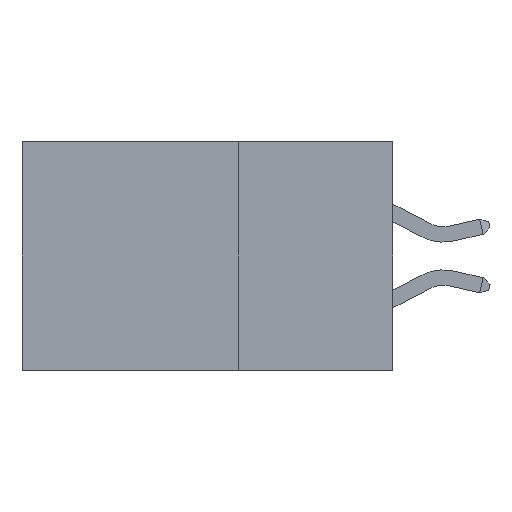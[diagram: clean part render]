
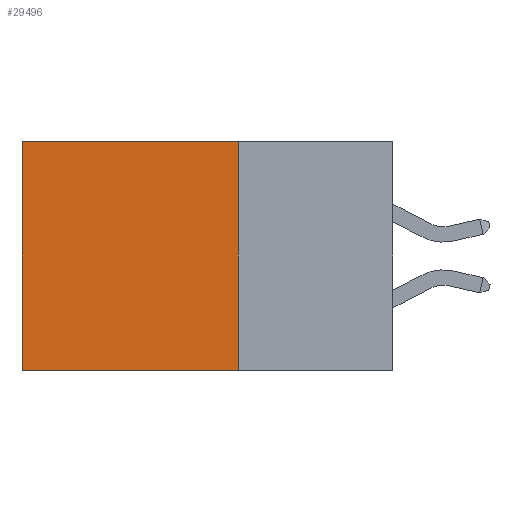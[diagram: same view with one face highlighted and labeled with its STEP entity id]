
A CAD part, left-side view. The second image highlights one B-rep face of the part: STEP entity #29496.
In plain terms, the highlighted planar face has unit normal (-1, 0, 0).
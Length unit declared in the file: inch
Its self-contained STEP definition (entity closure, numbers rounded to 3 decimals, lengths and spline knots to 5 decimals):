
#70 = CARTESIAN_POINT ( 'NONE',  ( 0.2875, 0.6, 0. ) ) ;
#1437 = CARTESIAN_POINT ( 'NONE',  ( 0.2875, 0.25, 0. ) ) ;
#1817 = LINE ( 'NONE', #30104, #23215 ) ;
#2542 = ORIENTED_EDGE ( 'NONE', *, *, #11633, .F. ) ;
#2707 = CARTESIAN_POINT ( 'NONE',  ( 0.2875, 0.25, 0. ) ) ;
#2962 = CARTESIAN_POINT ( 'NONE',  ( 0.2875, 0.6, 0. ) ) ;
#3684 = AXIS2_PLACEMENT_3D ( 'NONE', #2707, #16409, #17022 ) ;
#6398 = DIRECTION ( 'NONE',  ( 0., 1., 0. ) ) ;
#6454 = CARTESIAN_POINT ( 'NONE',  ( 0.2875, 0.25, 0. ) ) ;
#6461 = CARTESIAN_POINT ( 'NONE',  ( 0.2875, 0.25, 0. ) ) ;
#8194 = DIRECTION ( 'NONE',  ( 0., 1., 0. ) ) ;
#8585 = LINE ( 'NONE', #2962, #10537 ) ;
#8826 = ORIENTED_EDGE ( 'NONE', *, *, #28760, .T. ) ;
#10047 = CARTESIAN_POINT ( 'NONE',  ( 0.2875, 0.25, -0.37 ) ) ;
#10537 = VECTOR ( 'NONE', #26465, 39.37008 ) ;
#11633 = EDGE_CURVE ( 'NONE', #27157, #22218, #18476, .T. ) ;
#13956 = EDGE_CURVE ( 'NONE', #22218, #25086, #1817, .T. ) ;
#15854 = DIRECTION ( 'NONE',  ( 0., 0., -1. ) ) ;
#16409 = DIRECTION ( 'NONE',  ( 1., 0., 0. ) ) ;
#16707 = PLANE ( 'NONE',  #3684 ) ;
#17022 = DIRECTION ( 'NONE',  ( 0., 0., -1. ) ) ;
#18476 = LINE ( 'NONE', #6454, #27589 ) ;
#19003 = FACE_OUTER_BOUND ( 'NONE', #25359, .T. ) ;
#19572 = LINE ( 'NONE', #1437, #26311 ) ;
#20169 = CARTESIAN_POINT ( 'NONE',  ( 0.2875, 0.6, -0.37 ) ) ;
#20962 = EDGE_CURVE ( 'NONE', #27157, #24662, #19572, .T. ) ;
#22218 = VERTEX_POINT ( 'NONE', #10047 ) ;
#23215 = VECTOR ( 'NONE', #6398, 39.37008 ) ;
#23671 = ORIENTED_EDGE ( 'NONE', *, *, #13956, .F. ) ;
#24662 = VERTEX_POINT ( 'NONE', #70 ) ;
#25086 = VERTEX_POINT ( 'NONE', #20169 ) ;
#25359 = EDGE_LOOP ( 'NONE', ( #8826, #23671, #2542, #28591 ) ) ;
#26311 = VECTOR ( 'NONE', #8194, 39.37008 ) ;
#26465 = DIRECTION ( 'NONE',  ( 0., 0., -1. ) ) ;
#27157 = VERTEX_POINT ( 'NONE', #6461 ) ;
#27589 = VECTOR ( 'NONE', #15854, 39.37008 ) ;
#28591 = ORIENTED_EDGE ( 'NONE', *, *, #20962, .T. ) ;
#28760 = EDGE_CURVE ( 'NONE', #24662, #25086, #8585, .T. ) ;
#29496 = ADVANCED_FACE ( 'NONE', ( #19003 ), #16707, .F. ) ;
#30104 = CARTESIAN_POINT ( 'NONE',  ( 0.2875, 0.25, -0.37 ) ) ;
